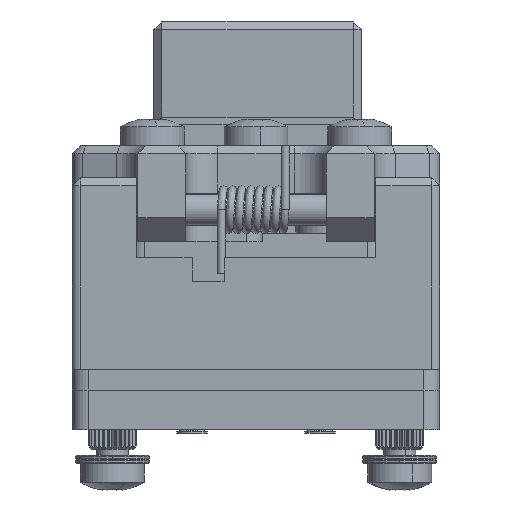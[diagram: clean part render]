
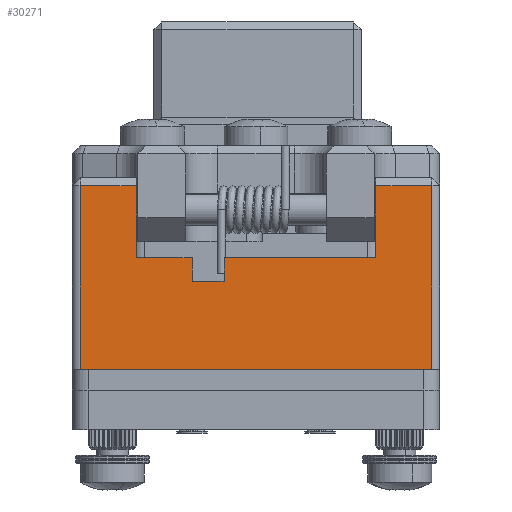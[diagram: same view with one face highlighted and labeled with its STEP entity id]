
A CAD part, left-side view. The second image highlights one B-rep face of the part: STEP entity #30271.
In plain terms, the highlighted planar face has unit normal (-1, 0, 0).
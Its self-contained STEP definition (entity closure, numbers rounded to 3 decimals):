
#275 = CARTESIAN_POINT ( 'NONE',  ( 11.887, -28.258, 13.05 ) ) ;
#335 = DIRECTION ( 'NONE',  ( 0., 0., 1. ) ) ;
#394 = EDGE_CURVE ( 'NONE', #39032, #25920, #23326, .T. ) ;
#535 = CARTESIAN_POINT ( 'NONE',  ( 11.887, -9.758, 13.05 ) ) ;
#1651 = LINE ( 'NONE', #28856, #12474 ) ;
#2368 = EDGE_CURVE ( 'NONE', #27049, #25722, #6506, .T. ) ;
#3241 = DIRECTION ( 'NONE',  ( 0., -1., 0. ) ) ;
#3245 = CARTESIAN_POINT ( 'NONE',  ( 11.887, -28.758, 13.05 ) ) ;
#3580 = CARTESIAN_POINT ( 'NONE',  ( 11.887, -13.258, 7.05 ) ) ;
#3993 = VECTOR ( 'NONE', #28556, 1000. ) ;
#4698 = ORIENTED_EDGE ( 'NONE', *, *, #13693, .T. ) ;
#5080 = DIRECTION ( 'NONE',  ( 0., 0., 1. ) ) ;
#5142 = FACE_OUTER_BOUND ( 'NONE', #26959, .T. ) ;
#5261 = LINE ( 'NONE', #19603, #29452 ) ;
#5691 = CARTESIAN_POINT ( 'NONE',  ( 11.887, -28.758, 1.55 ) ) ;
#6083 = LINE ( 'NONE', #15758, #35226 ) ;
#6433 = EDGE_CURVE ( 'NONE', #11603, #27376, #38009, .T. ) ;
#6506 = LINE ( 'NONE', #5691, #38081 ) ;
#7252 = ORIENTED_EDGE ( 'NONE', *, *, #38587, .F. ) ;
#8022 = LINE ( 'NONE', #15026, #12942 ) ;
#8592 = ORIENTED_EDGE ( 'NONE', *, *, #14282, .T. ) ;
#8727 = CARTESIAN_POINT ( 'NONE',  ( 11.887, -24.758, 8.55 ) ) ;
#9058 = VERTEX_POINT ( 'NONE', #28607 ) ;
#9069 = CARTESIAN_POINT ( 'NONE',  ( 11.887, -15.258, 7.05 ) ) ;
#9722 = ORIENTED_EDGE ( 'NONE', *, *, #394, .F. ) ;
#10746 = VECTOR ( 'NONE', #31965, 1000. ) ;
#10805 = VERTEX_POINT ( 'NONE', #17544 ) ;
#10902 = DIRECTION ( 'NONE',  ( 1., 0., 0. ) ) ;
#10959 = AXIS2_PLACEMENT_3D ( 'NONE', #14184, #10902, #27168 ) ;
#11334 = DIRECTION ( 'NONE',  ( 0., 0., -1. ) ) ;
#11603 = VERTEX_POINT ( 'NONE', #275 ) ;
#11669 = EDGE_CURVE ( 'NONE', #25722, #11603, #22940, .T. ) ;
#12097 = VECTOR ( 'NONE', #37923, 1000. ) ;
#12474 = VECTOR ( 'NONE', #335, 1000. ) ;
#12725 = DIRECTION ( 'NONE',  ( 0., -1., 0. ) ) ;
#12942 = VECTOR ( 'NONE', #11334, 1000. ) ;
#13026 = CARTESIAN_POINT ( 'NONE',  ( 11.887, -6.258, 1.55 ) ) ;
#13318 = EDGE_CURVE ( 'NONE', #9058, #37482, #1651, .T. ) ;
#13347 = EDGE_CURVE ( 'NONE', #9058, #40857, #6083, .T. ) ;
#13693 = EDGE_CURVE ( 'NONE', #38324, #27049, #8022, .T. ) ;
#13884 = VECTOR ( 'NONE', #21958, 1000. ) ;
#14184 = CARTESIAN_POINT ( 'NONE',  ( 11.887, -28.758, 5.55 ) ) ;
#14282 = EDGE_CURVE ( 'NONE', #39032, #40857, #32173, .T. ) ;
#14668 = ORIENTED_EDGE ( 'NONE', *, *, #19834, .F. ) ;
#14769 = ORIENTED_EDGE ( 'NONE', *, *, #13318, .T. ) ;
#14770 = VECTOR ( 'NONE', #25292, 1000. ) ;
#15026 = CARTESIAN_POINT ( 'NONE',  ( 11.887, -6.258, 5.55 ) ) ;
#15181 = DIRECTION ( 'NONE',  ( 0., -1., 0. ) ) ;
#15615 = CARTESIAN_POINT ( 'NONE',  ( 11.887, -13.258, 7.05 ) ) ;
#15758 = CARTESIAN_POINT ( 'NONE',  ( 11.887, -24.758, 8.55 ) ) ;
#16420 = VECTOR ( 'NONE', #5080, 1000. ) ;
#17141 = CARTESIAN_POINT ( 'NONE',  ( 11.887, -13.258, 8.55 ) ) ;
#17544 = CARTESIAN_POINT ( 'NONE',  ( 11.887, -15.258, 8.55 ) ) ;
#17753 = ORIENTED_EDGE ( 'NONE', *, *, #6433, .T. ) ;
#18517 = EDGE_CURVE ( 'NONE', #37482, #38324, #21681, .T. ) ;
#19603 = CARTESIAN_POINT ( 'NONE',  ( 11.887, -24.758, 8.55 ) ) ;
#19834 = EDGE_CURVE ( 'NONE', #36660, #27376, #33992, .T. ) ;
#20116 = ORIENTED_EDGE ( 'NONE', *, *, #13347, .F. ) ;
#21681 = LINE ( 'NONE', #3245, #14770 ) ;
#21958 = DIRECTION ( 'NONE',  ( 0., 0., 1. ) ) ;
#22541 = ORIENTED_EDGE ( 'NONE', *, *, #2368, .T. ) ;
#22764 = ORIENTED_EDGE ( 'NONE', *, *, #18517, .T. ) ;
#22940 = LINE ( 'NONE', #25092, #12097 ) ;
#23326 = LINE ( 'NONE', #15615, #27297 ) ;
#23641 = CARTESIAN_POINT ( 'NONE',  ( 11.887, -24.758, 13.05 ) ) ;
#23726 = PLANE ( 'NONE',  #10959 ) ;
#23974 = CARTESIAN_POINT ( 'NONE',  ( 11.887, -15.258, 7.05 ) ) ;
#24072 = EDGE_CURVE ( 'NONE', #25920, #10805, #37173, .T. ) ;
#25092 = CARTESIAN_POINT ( 'NONE',  ( 11.887, -28.258, 5.55 ) ) ;
#25292 = DIRECTION ( 'NONE',  ( 0., 1., 0. ) ) ;
#25381 = CARTESIAN_POINT ( 'NONE',  ( 11.887, -28.758, 13.05 ) ) ;
#25645 = ORIENTED_EDGE ( 'NONE', *, *, #11669, .T. ) ;
#25722 = VERTEX_POINT ( 'NONE', #33107 ) ;
#25920 = VERTEX_POINT ( 'NONE', #9069 ) ;
#26959 = EDGE_LOOP ( 'NONE', ( #9722, #8592, #20116, #14769, #22764, #4698, #22541, #25645, #17753, #14668, #7252, #35816 ) ) ;
#27049 = VERTEX_POINT ( 'NONE', #13026 ) ;
#27168 = DIRECTION ( 'NONE',  ( 0., 1., 0. ) ) ;
#27297 = VECTOR ( 'NONE', #3241, 1000. ) ;
#27376 = VERTEX_POINT ( 'NONE', #23641 ) ;
#28556 = DIRECTION ( 'NONE',  ( 0., 1., 0. ) ) ;
#28607 = CARTESIAN_POINT ( 'NONE',  ( 11.887, -9.758, 8.55 ) ) ;
#28856 = CARTESIAN_POINT ( 'NONE',  ( 11.887, -9.758, 8.55 ) ) ;
#29452 = VECTOR ( 'NONE', #35339, 1000. ) ;
#30271 = ADVANCED_FACE ( 'NONE', ( #5142 ), #23726, .F. ) ;
#30380 = CARTESIAN_POINT ( 'NONE',  ( 11.887, -6.258, 13.05 ) ) ;
#31757 = CARTESIAN_POINT ( 'NONE',  ( 11.887, -13.258, 7.05 ) ) ;
#31965 = DIRECTION ( 'NONE',  ( 0., 0., 1. ) ) ;
#32173 = LINE ( 'NONE', #31757, #13884 ) ;
#33107 = CARTESIAN_POINT ( 'NONE',  ( 11.887, -28.258, 1.55 ) ) ;
#33992 = LINE ( 'NONE', #35288, #10746 ) ;
#35226 = VECTOR ( 'NONE', #12725, 1000. ) ;
#35288 = CARTESIAN_POINT ( 'NONE',  ( 11.887, -24.758, 8.55 ) ) ;
#35339 = DIRECTION ( 'NONE',  ( 0., -1., 0. ) ) ;
#35816 = ORIENTED_EDGE ( 'NONE', *, *, #24072, .F. ) ;
#36660 = VERTEX_POINT ( 'NONE', #8727 ) ;
#37173 = LINE ( 'NONE', #23974, #16420 ) ;
#37482 = VERTEX_POINT ( 'NONE', #535 ) ;
#37923 = DIRECTION ( 'NONE',  ( 0., 0., 1. ) ) ;
#38009 = LINE ( 'NONE', #25381, #3993 ) ;
#38081 = VECTOR ( 'NONE', #15181, 1000. ) ;
#38324 = VERTEX_POINT ( 'NONE', #30380 ) ;
#38587 = EDGE_CURVE ( 'NONE', #10805, #36660, #5261, .T. ) ;
#39032 = VERTEX_POINT ( 'NONE', #3580 ) ;
#40857 = VERTEX_POINT ( 'NONE', #17141 ) ;
